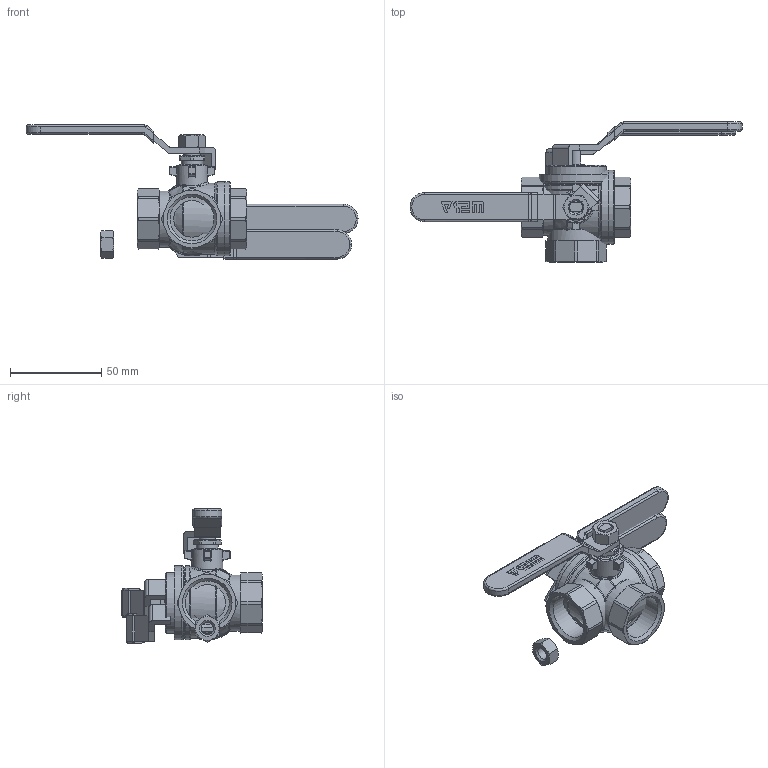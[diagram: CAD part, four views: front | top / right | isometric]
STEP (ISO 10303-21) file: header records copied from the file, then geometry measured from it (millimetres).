
FILE_DESCRIPTION( ( 'Unknown' ), '1' );
FILE_NAME( '8.9390.020.stp', 'Unknown', ( 'Unknown' ), ( 'Unknown' ), 'PSStep 13.0', 'Unknown', ' ' );
FILE_SCHEMA( ( 'AUTOMOTIVE_DESIGN { 1 0 10303 214 1 1 1 1 }' ) );
Length unit declared in the file: millimetre
Products named in the file (17): 9380__3_4; Assem1; Zusammenbau-Kugel_Kugeldichtungen__3_4; Spindel-Zusammanbau__3_4; Stahlgriff 1_4 - 3_4; Spindeldichtung.2__3_4; Spindel__3_4; Kugel__3_4; Kugeldichtung__3_4; Spindeldichtung__1_2 - 3_4; Dichtung Eischraubteil-Körper__3_4; Körper__3_4; Stopfbuchse__1_2 - 3_4; Einschraubteil__3_4; Stahlgriff-n; Stahlgriff-u; 600-1_2-Mutter
Bounding box: 182 x 76.75 x 73.5 mm (x, y, z)
Volume: 143940.5 mm3; surface area: 117425.3 mm2
Topology: 42 solids, 42 shells, 1161 faces, 2797 edges, 1756 vertices
Faces by surface type: plane 492, cylinder 346, cone 189, bspline 54, torus 36, sphere 32, revolution 12
Full cylindrical faces by diameter (mm): 6.75 x2, 9 x10, 9.1 x4, 9.3 x3, 11 x4, 11.7 x4, 12 x6, 12.376 x6, 12.4 x3, 14 x3, 16 x4, 17 x3, 20 x17, 24.117 x12, 27 x13, 31 x3, 31.376 x3, 33 x6, 34 x3, 35 x3, 37 x3, 37.2 x3, 39 x3, 40.5 x6
Entity records: 16028 total; most frequent: CARTESIAN_POINT 4550, DIRECTION 1747, ORIENTED_EDGE 1620, EDGE_CURVE 810, AXIS2_PLACEMENT_3D 687, VERTEX_POINT 543, EDGE_LOOP 481, FACE_OUTER_BOUND 419
